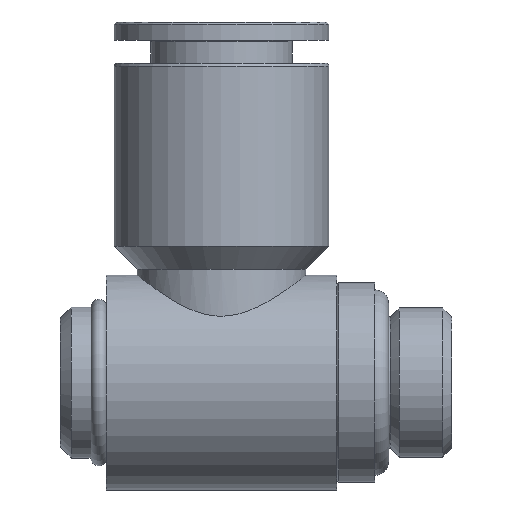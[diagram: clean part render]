
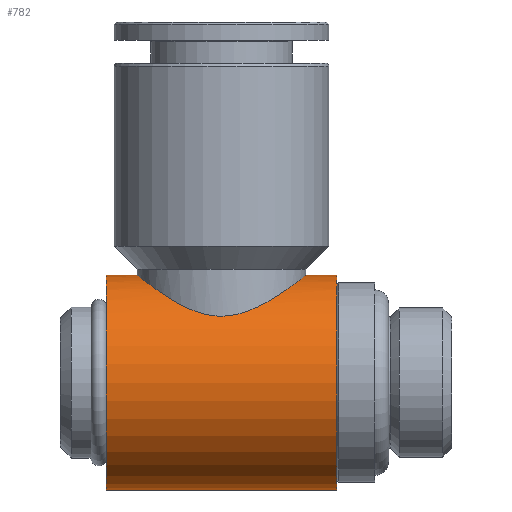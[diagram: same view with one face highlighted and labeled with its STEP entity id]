
A CAD part, left-side view. The second image highlights one B-rep face of the part: STEP entity #782.
In plain terms, the highlighted cylindrical face has radius 7 mm (diameter 14 mm), a full revolution.
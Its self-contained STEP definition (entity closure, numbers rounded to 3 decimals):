
#73=B_SPLINE_CURVE_WITH_KNOTS('',3,(#1066,#1067,#1068,#1069,#1070,#1071,
#1072,#1073,#1074,#1075,#1076,#1077,#1078,#1079,#1080,#1081,#1082,#1083,
#1084,#1085,#1086,#1087,#1088),.UNSPECIFIED.,.T.,.F.,(1,1,1,1,1,1,1,1,1,
1,1,1,1,1,1,1,1,1,1,1,1,1,1,1,1,1,1),(-0.007,-0.005,
-0.002,0.,0.002,0.005,0.007,
0.008,0.009,0.01,0.011,
0.014,0.016,0.018,0.02,
0.023,0.025,0.026,0.027,
0.028,0.029,0.032,0.034,
0.036,0.039,0.041,0.043),
 .UNSPECIFIED.);
#106=ORIENTED_EDGE('',*,*,#202,.F.);
#107=ORIENTED_EDGE('',*,*,#203,.T.);
#108=ORIENTED_EDGE('',*,*,#191,.T.);
#191=EDGE_CURVE('',#244,#244,#73,.T.);
#202=EDGE_CURVE('',#255,#255,#299,.T.);
#203=EDGE_CURVE('',#256,#256,#300,.T.);
#244=VERTEX_POINT('',#1089);
#255=VERTEX_POINT('',#1122);
#256=VERTEX_POINT('',#1124);
#299=CIRCLE('',#843,7.);
#300=CIRCLE('',#844,7.);
#343=EDGE_LOOP('',(#106));
#344=EDGE_LOOP('',(#107));
#345=EDGE_LOOP('',(#108));
#418=FACE_BOUND('',#343,.T.);
#419=FACE_BOUND('',#344,.T.);
#420=FACE_BOUND('',#345,.T.);
#474=CYLINDRICAL_SURFACE('',#842,7.);
#782=ADVANCED_FACE('',(#418,#419,#420),#474,.T.);
#842=AXIS2_PLACEMENT_3D('',#1120,#945,#946);
#843=AXIS2_PLACEMENT_3D('',#1121,#947,#948);
#844=AXIS2_PLACEMENT_3D('',#1123,#949,#950);
#945=DIRECTION('',(0.,-1.,0.));
#946=DIRECTION('',(0.,0.,-1.));
#947=DIRECTION('',(0.,-1.,0.));
#948=DIRECTION('',(0.,0.,-1.));
#949=DIRECTION('',(0.,-1.,0.));
#950=DIRECTION('',(0.,0.,-1.));
#1066=CARTESIAN_POINT('',(2.29,-5.164,6.732));
#1067=CARTESIAN_POINT('',(-0.005,-5.667,7.133));
#1068=CARTESIAN_POINT('',(-2.27,-5.17,6.737));
#1069=CARTESIAN_POINT('',(-4.013,-3.941,5.826));
#1070=CARTESIAN_POINT('',(-4.972,-2.529,4.955));
#1071=CARTESIAN_POINT('',(-5.417,-1.153,4.439));
#1072=CARTESIAN_POINT('',(-5.541,-0.011,4.277));
#1073=CARTESIAN_POINT('',(-5.421,1.13,4.433));
#1074=CARTESIAN_POINT('',(-4.984,2.505,4.942));
#1075=CARTESIAN_POINT('',(-4.025,3.929,5.817));
#1076=CARTESIAN_POINT('',(-2.297,5.159,6.728));
#1077=CARTESIAN_POINT('',(-0.024,5.665,7.132));
#1078=CARTESIAN_POINT('',(2.254,5.18,6.744));
#1079=CARTESIAN_POINT('',(4.01,3.947,5.829));
#1080=CARTESIAN_POINT('',(4.973,2.527,4.954));
#1081=CARTESIAN_POINT('',(5.418,1.149,4.437));
#1082=CARTESIAN_POINT('',(5.541,0.005,4.277));
#1083=CARTESIAN_POINT('',(5.42,-1.137,4.435));
#1084=CARTESIAN_POINT('',(4.981,-2.512,4.946));
#1085=CARTESIAN_POINT('',(4.017,-3.936,5.822));
#1086=CARTESIAN_POINT('',(2.29,-5.164,6.732));
#1087=CARTESIAN_POINT('',(-0.005,-5.667,7.133));
#1088=CARTESIAN_POINT('',(-2.27,-5.17,6.737));
#1089=CARTESIAN_POINT('',(0.,-5.5,7.));
#1120=CARTESIAN_POINT('',(0.,-15.,0.));
#1121=CARTESIAN_POINT('',(0.,-7.5,0.));
#1122=CARTESIAN_POINT('',(0.,-7.5,-7.));
#1123=CARTESIAN_POINT('',(0.,7.5,0.));
#1124=CARTESIAN_POINT('',(0.,7.5,-7.));
